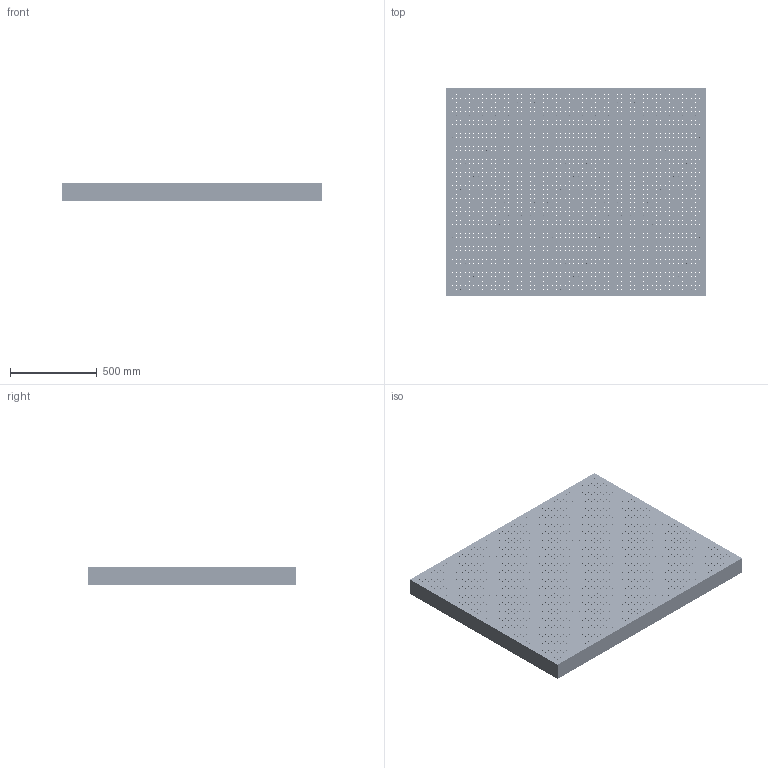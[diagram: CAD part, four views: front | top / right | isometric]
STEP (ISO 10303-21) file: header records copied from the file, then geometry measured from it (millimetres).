
FILE_DESCRIPTION (( 'STEP AP214' ), '1' );
FILE_NAME ('516065.STEP', '2019-10-30T02:48:16', ( 'user' ), ( '微软中国' ), 'SwSTEP 2.0', 'SolidWorks 2016', '' );
FILE_SCHEMA (( 'AUTOMOTIVE_DESIGN' ));
Products named in the file (1): 516065
Bounding box: 1500 x 1200 x 100 mm (x, y, z)
Volume: 174761394.3 mm3; surface area: 8226112.5 mm2
Topology: 1 solids, 1 shells, 5342 faces, 16020 edges, 10680 vertices
Faces by surface type: cylinder 5336, plane 6
Entity records: 197622 total; most frequent: DIRECTION 37378, CARTESIAN_POINT 32043, ORIENTED_EDGE 32040, EDGE_CURVE 16020, AXIS2_PLACEMENT_3D 16015, VERTEX_POINT 10680, EDGE_LOOP 10678, CIRCLE 10672
